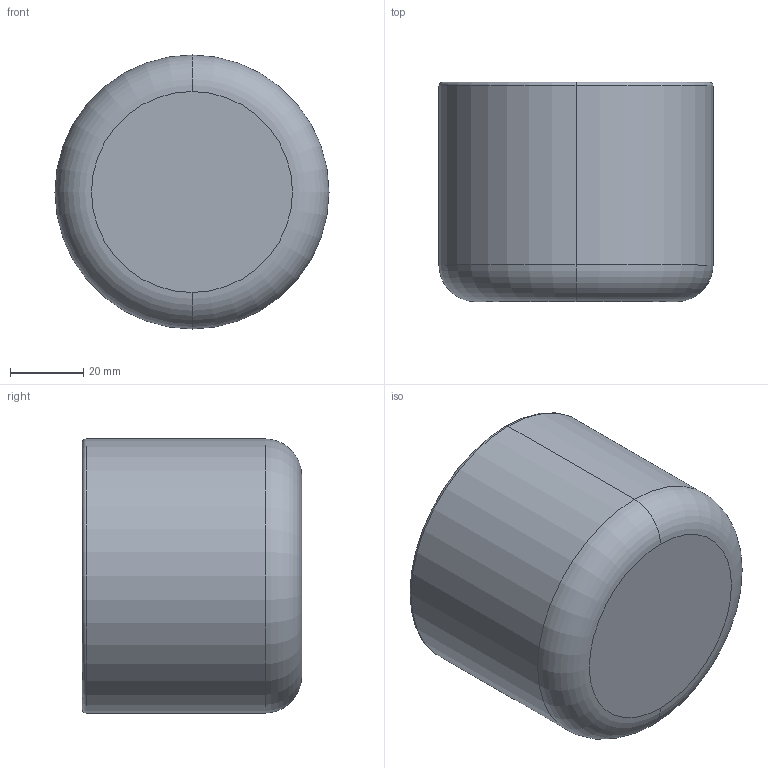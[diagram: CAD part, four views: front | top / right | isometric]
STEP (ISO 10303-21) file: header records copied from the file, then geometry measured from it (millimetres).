
FILE_DESCRIPTION (( 'STEP AP203' ), '1' );
FILE_NAME ('Buggy_Distributor_Cover_V1.STEP', '2022-07-23T20:36:11', ( 'John' ), ( '' ), 'SwSTEP 2.0', 'SolidWorks 2021', '' );
FILE_SCHEMA (( 'CONFIG_CONTROL_DESIGN' ));
Length unit declared in the file: millimetre
Products named in the file (1): Buggy_Distributor_Cover_V1
Bounding box: 75 x 60 x 75 mm (x, y, z)
Volume: 124347.3 mm3; surface area: 33309.2 mm2
Topology: 1 solids, 1 shells, 76 faces, 170 edges, 97 vertices
Faces by surface type: torus 31, bspline 24, cylinder 14, plane 7
Entity records: 6579 total; most frequent: CARTESIAN_POINT 4976, ORIENTED_EDGE 340, DIRECTION 288, EDGE_CURVE 170, AXIS2_PLACEMENT_3D 137, VERTEX_POINT 97, CIRCLE 84, EDGE_LOOP 77
